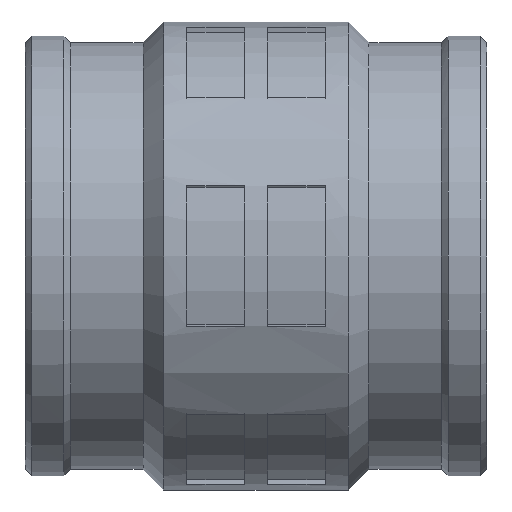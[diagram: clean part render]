
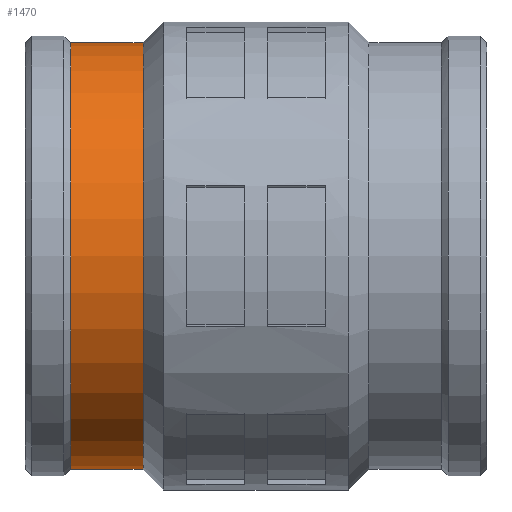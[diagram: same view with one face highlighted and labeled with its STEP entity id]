
A CAD part, front view. The second image highlights one B-rep face of the part: STEP entity #1470.
In plain terms, the highlighted cylindrical face has radius 98.019 mm (diameter 196.037 mm), a full revolution.
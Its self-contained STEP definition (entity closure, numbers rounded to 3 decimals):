
#55=FACE_BOUND('',#305,.T.);
#101=CYLINDRICAL_SURFACE('',#1638,98.019);
#190=FACE_OUTER_BOUND('',#304,.T.);
#304=EDGE_LOOP('',(#1242));
#305=EDGE_LOOP('',(#1243));
#411=CIRCLE('',#1628,98.019);
#417=CIRCLE('',#1639,98.019);
#743=VERTEX_POINT('',#2621);
#746=VERTEX_POINT('',#2635);
#929=EDGE_CURVE('',#743,#743,#411,.T.);
#935=EDGE_CURVE('',#746,#746,#417,.T.);
#1242=ORIENTED_EDGE('',*,*,#929,.T.);
#1243=ORIENTED_EDGE('',*,*,#935,.F.);
#1470=ADVANCED_FACE('',(#190,#55),#101,.T.);
#1628=AXIS2_PLACEMENT_3D('',#2622,#2045,#2046);
#1638=AXIS2_PLACEMENT_3D('',#2634,#2065,#2066);
#1639=AXIS2_PLACEMENT_3D('',#2636,#2067,#2068);
#2045=DIRECTION('center_axis',(1.,0.,0.));
#2046=DIRECTION('ref_axis',(0.,0.,-1.));
#2065=DIRECTION('center_axis',(1.,0.,0.));
#2066=DIRECTION('ref_axis',(0.,1.,0.));
#2067=DIRECTION('center_axis',(1.,0.,0.));
#2068=DIRECTION('ref_axis',(0.,0.,-1.));
#2621=CARTESIAN_POINT('',(-85.2,98.019,0.));
#2622=CARTESIAN_POINT('Origin',(-85.2,0.,0.));
#2634=CARTESIAN_POINT('Origin',(-68.541,0.,0.));
#2635=CARTESIAN_POINT('',(-51.882,98.019,0.));
#2636=CARTESIAN_POINT('Origin',(-51.882,0.,0.));
